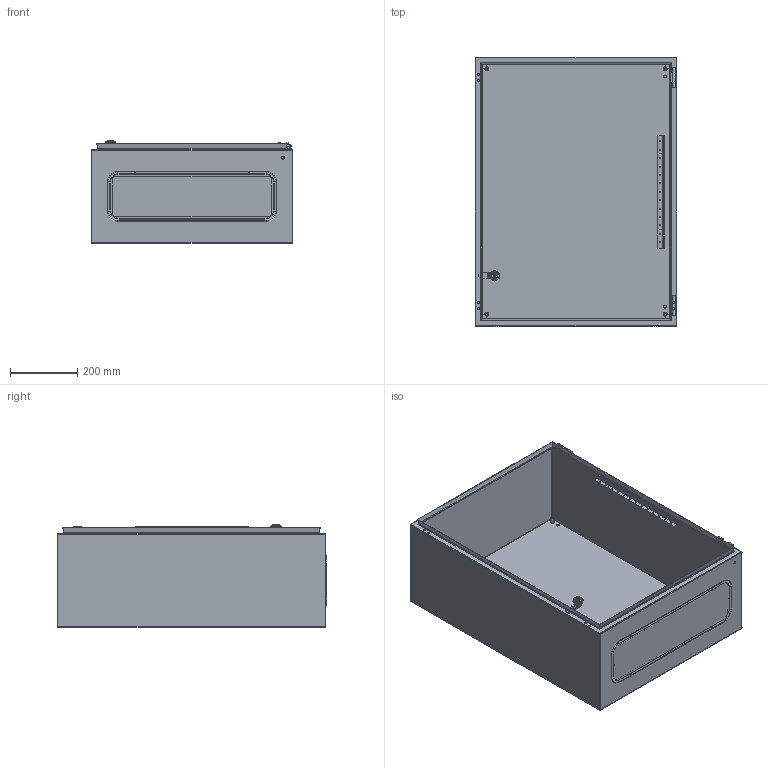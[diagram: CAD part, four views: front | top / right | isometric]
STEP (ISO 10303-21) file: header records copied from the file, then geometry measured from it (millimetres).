
FILE_DESCRIPTION (( 'STEP AP203' ), '1' );
FILE_NAME ('RH_683.STEP', '2019-05-24T09:56:52', ( '' ), ( '' ), 'SwSTEP 2.0', 'SolidWorks 2012', '' );
FILE_SCHEMA (( 'CONFIG_CONTROL_DESIGN' ));
Length unit declared in the file: millimetre
Products named in the file (19): Zawias_skrzynki_RH; RH_683; FH-M8-20-STCu; RH_GR1-Uziemienie; RH-Dekiel_Dekiel505x150; RH_GR1-RHdrzwi_68; RH_GR1-PT-M6-15-StCu; RH_GR1-Flange230; RH_GR1-Flange322; RH_GR1-UszczelkaRH; RH_GR1-RH_zawias_drzwi; RH_GR1-ZAMEK IP 65; RH_GR1-RHdrzwibl; FH-M8-40-STCu; RH__RHSS_GR1_PM_68; RH_Korpus_uproszczony_RH 683 Korpus
Assembly tree (16 placements, depth 3):
  RH_683
    RH_Korpus_uproszczony_RH 683 Korpus
    FH-M8-40-STCu  x4
    RH__RHSS_GR1_PM_68
    RH_GR1-RHdrzwi_68
      RH_GR1-ZAMEK IP 65
      RH_GR1-RH_zawias_drzwi
      RH_GR1-Flange230
      RH_GR1-Flange322
    RH-Dekiel_Dekiel505x150
    Zawias_skrzynki_RH  x2
    FH-M8-20-STCu  x2
  RH_GR1-Uziemienie
  RH_GR1-PT-M6-15-StCu
  RH_GR1-Flange322
  RH_GR1-UszczelkaRH
Bounding box: 600 x 802.7 x 305.83 mm (x, y, z)
Volume: 2544182.5 mm3; surface area: 3671102.2 mm2
Topology: 20 solids, 20 shells, 873 faces, 2328 edges, 1483 vertices
Faces by surface type: plane 323, cylinder 296, bspline 129, cone 77, torus 32, sphere 16
Entity records: 34342 total; most frequent: CARTESIAN_POINT 12844, ORIENTED_EDGE 4334, DIRECTION 3849, EDGE_CURVE 2167, AXIS2_PLACEMENT_3D 1458, VERTEX_POINT 1391, EDGE_LOOP 934, LINE 933
